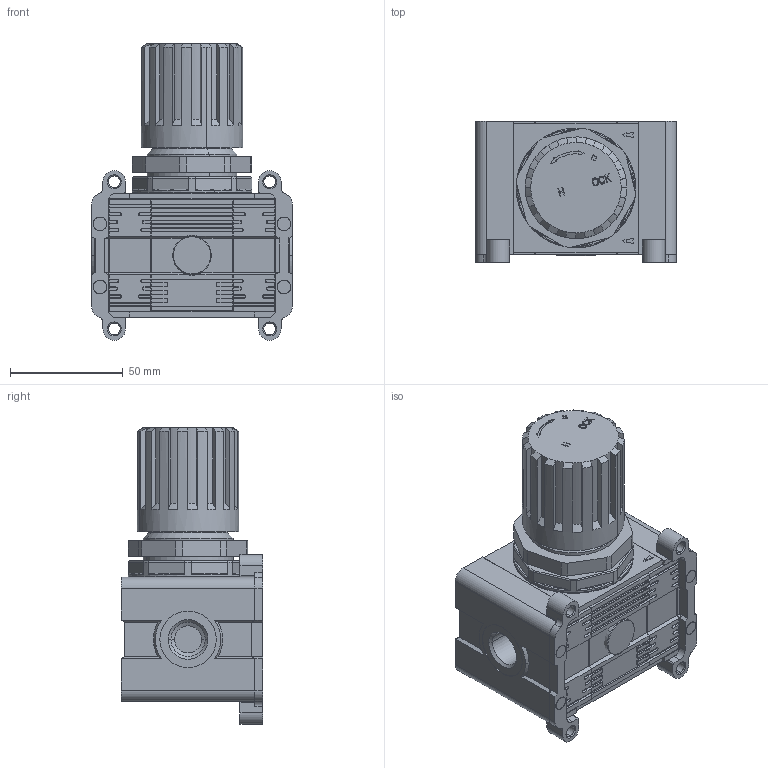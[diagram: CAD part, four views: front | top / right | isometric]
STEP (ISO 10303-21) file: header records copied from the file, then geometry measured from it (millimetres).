
FILE_DESCRIPTION (( 'STEP AP214' ), '1' );
FILE_NAME ('T020204030000A.step', '2012-10-18T18:30:41', ( '' ), ( '' ), 'SwSTEP 2.0', 'SolidWorks 2012', '' );
FILE_SCHEMA (( 'AUTOMOTIVE_DESIGN' ));
Products named in the file (1): T020204030000A
Bounding box: 89 x 62.5 x 131.35 mm (x, y, z)
Surface area: 146582.7 mm2 (no closed solid volume)
Topology: 0 solids, 26 shells, 2485 faces, 6812 edges, 4394 vertices
Faces by surface type: plane 1288, cylinder 654, cone 331, bspline 141, torus 71
Entity records: 84570 total; most frequent: CARTESIAN_POINT 21707, ORIENTED_EDGE 13384, DIRECTION 12755, EDGE_CURVE 6800, VERTEX_POINT 4394, AXIS2_PLACEMENT_3D 4276, LINE 4203, VECTOR 4203
